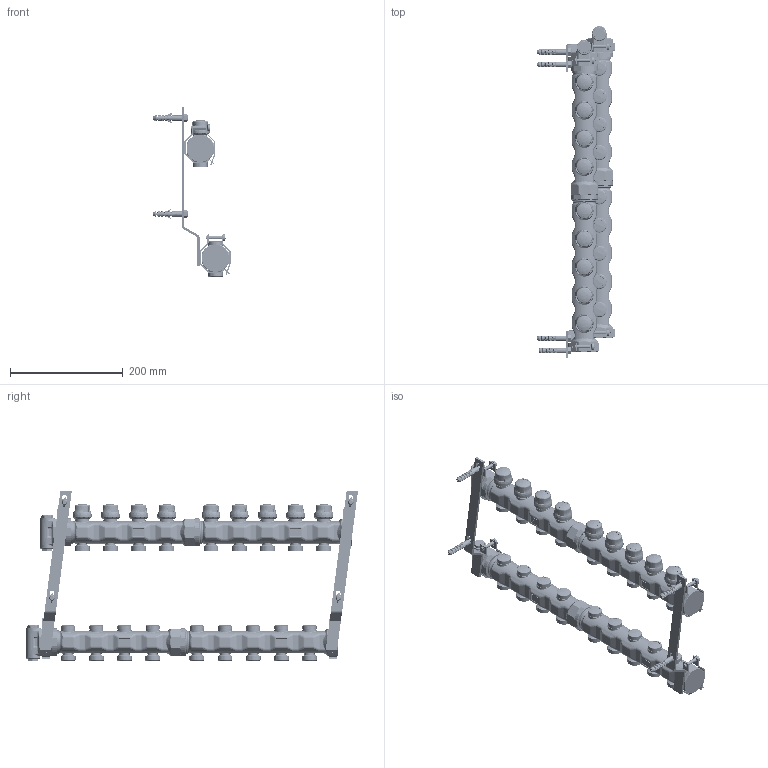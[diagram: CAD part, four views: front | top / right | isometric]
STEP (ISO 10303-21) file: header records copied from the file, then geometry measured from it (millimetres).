
FILE_DESCRIPTION(('CATIA V5 STEP Exchange','CAx-IF Rec.Pracs.--- Model Styling and Organization---1.5--- 2016-08-15','CAx-IF Rec.Pracs.---Supplemental Geometry---1.0---2011-11-01','CAx-IF Rec.Pracs.--- Composite Materials ---3.4---2017-06-13','CAx-IF Rec.Pracs.---Tessellated 3D Geometry---1.0---2015-12-17'),'2;1');
FILE_NAME('STEP_6637I5_-_TST.stp','2025-05-12T13:47:31+00:00',('none'),('none'),'CATIA Version 5-6 Release 2020 SP5','CATIA V5 STEP AP242 v2','none');
FILE_SCHEMA(('AP242_MANAGED_MODEL_BASED_3D_ENGINEERING_MIM_LF {1 0 10303 442 1 1 4}'));
Products named in the file (1): 6637I5 - TST
Bounding box: 137.1 x 589.27 x 302.1 mm (x, y, z)
Volume: 1955367.5 mm3; surface area: 340662.2 mm2
Topology: 1 solids, 27 shells, 9097 faces, 23741 edges, 14415 vertices
Faces by surface type: plane 3614, cylinder 2286, bspline 1518, cone 681, torus 504, sphere 494
Entity records: 339366 total; most frequent: CARTESIAN_POINT 150374, ORIENTED_EDGE 46378, DIRECTION 24114, EDGE_CURVE 23189, VERTEX_POINT 14415, AXIS2_PLACEMENT_3D 10204, B_SPLINE_CURVE_WITH_KNOTS 9833, EDGE_LOOP 9564
